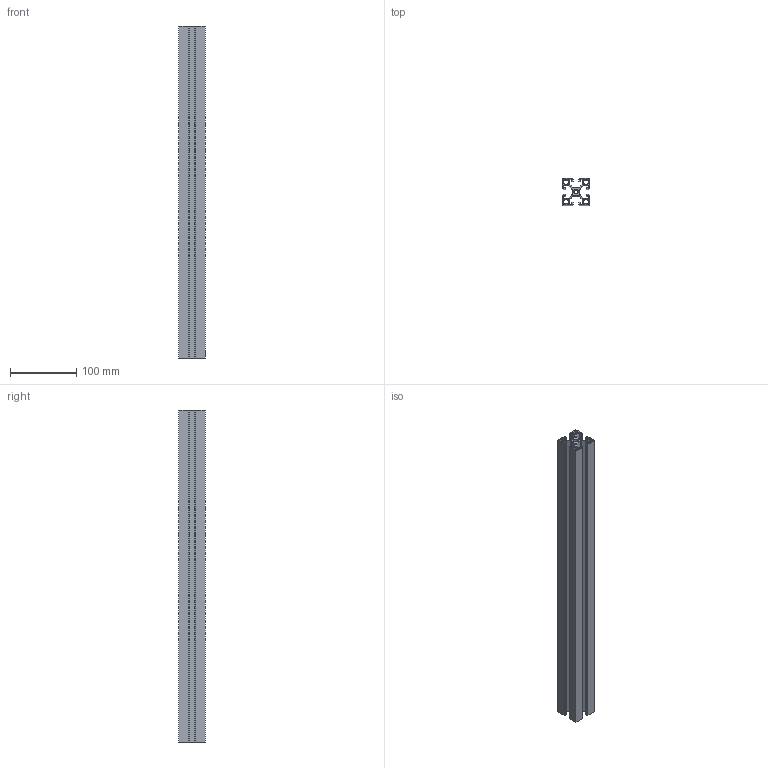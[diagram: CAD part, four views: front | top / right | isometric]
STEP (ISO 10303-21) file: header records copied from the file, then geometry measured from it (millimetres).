
FILE_DESCRIPTION (( 'STEP AP203' ), '1' );
FILE_NAME ('JL-8-4040EGL.STEP', '2021-10-26T10:01:15', ( '微软用户' ), ( '微软中国' ), 'SwSTEP 2.0', 'SolidWorks 2015', '' );
FILE_SCHEMA (( 'CONFIG_CONTROL_DESIGN' ));
Length unit declared in the file: millimetre
Products named in the file (1): JL-8-4040EGL
Bounding box: 40 x 40 x 500 mm (x, y, z)
Volume: 241216.5 mm3; surface area: 251207.3 mm2
Topology: 1 solids, 1 shells, 418 faces, 1224 edges, 816 vertices
Faces by surface type: plane 256, cylinder 90, bspline 72
Entity records: 16365 total; most frequent: CARTESIAN_POINT 5483, ORIENTED_EDGE 2448, DIRECTION 1954, EDGE_CURVE 1224, VECTOR 900, LINE 900, VERTEX_POINT 816, AXIS2_PLACEMENT_3D 527
